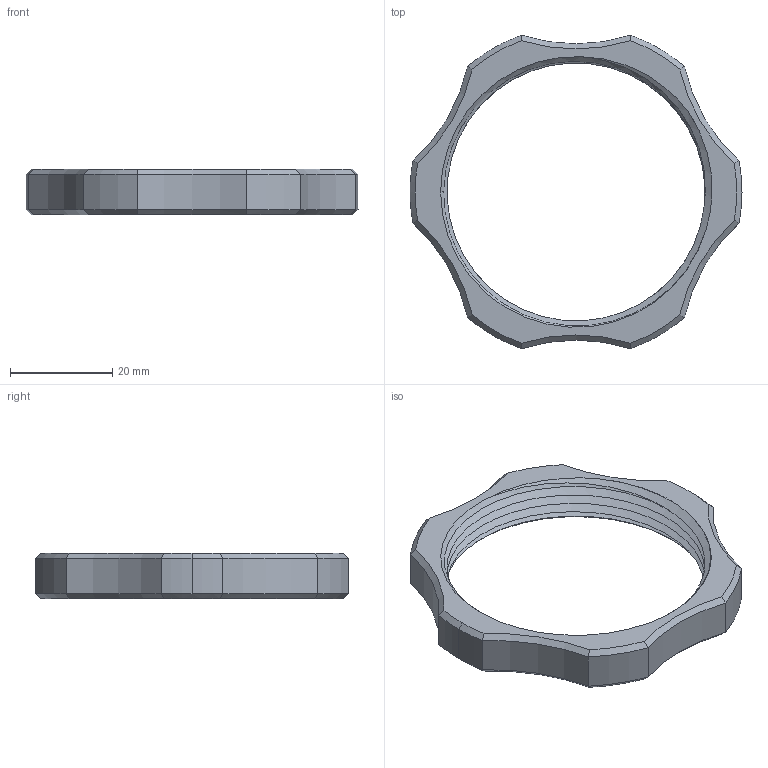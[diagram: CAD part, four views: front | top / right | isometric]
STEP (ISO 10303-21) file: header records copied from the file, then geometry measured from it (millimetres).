
FILE_DESCRIPTION (( 'STEP AP203' ), '1' );
FILE_NAME ('NEXTFILA-nut_M52_P2.0_T9.STEP', '2016-03-13T09:10:23', ( '' ), ( '' ), 'SwSTEP 2.0', 'SolidWorks 2015', '' );
FILE_SCHEMA (( 'CONFIG_CONTROL_DESIGN' ));
Length unit declared in the file: millimetre
Products named in the file (1): NEXTFILA-nut_M52_P2.0_T9
Bounding box: 65 x 61.36 x 9 mm (x, y, z)
Volume: 7560.9 mm3; surface area: 6068.2 mm2
Topology: 1 solids, 1 shells, 49 faces, 116 edges, 69 vertices
Faces by surface type: cone 32, cylinder 13, plane 2, bspline 2
Entity records: 2960 total; most frequent: CARTESIAN_POINT 1797, ORIENTED_EDGE 232, DIRECTION 229, EDGE_CURVE 116, AXIS2_PLACEMENT_3D 105, VERTEX_POINT 69, CIRCLE 57, EDGE_LOOP 51
